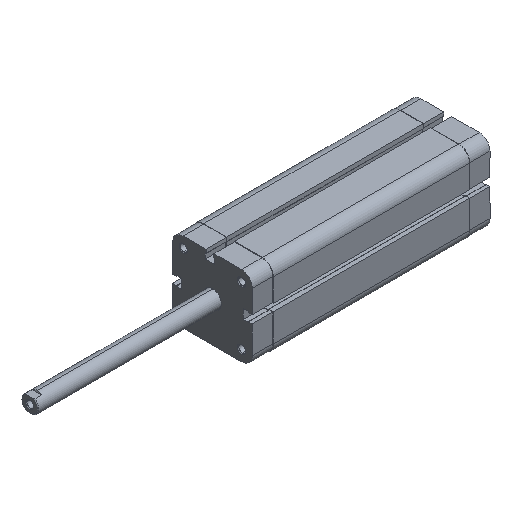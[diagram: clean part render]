
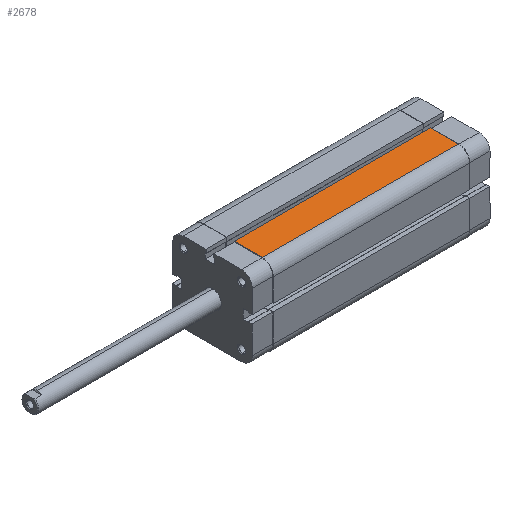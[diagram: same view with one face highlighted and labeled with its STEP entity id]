
A CAD part, isometric view. The second image highlights one B-rep face of the part: STEP entity #2678.
In plain terms, the highlighted face is planar.
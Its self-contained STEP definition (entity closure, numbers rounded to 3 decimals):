
#675 = AXIS2_PLACEMENT_3D ( 'NONE', #5559, #5564, #5565 ) ;
#979 = EDGE_LOOP ( 'NONE', ( #7009, #7008, #7007, #7006 ) ) ;
#1312 = VERTEX_POINT ( 'NONE', #4097 ) ;
#1326 = VERTEX_POINT ( 'NONE', #4111 ) ;
#1331 = VERTEX_POINT ( 'NONE', #4116 ) ;
#1369 = VERTEX_POINT ( 'NONE', #4154 ) ;
#1829 = EDGE_CURVE ( 'NONE', #1369, #1326, #3256, .T. ) ;
#1833 = EDGE_CURVE ( 'NONE', #1326, #1331, #3253, .T. ) ;
#1836 = EDGE_CURVE ( 'NONE', #1369, #1312, #3263, .T. ) ;
#1837 = EDGE_CURVE ( 'NONE', #1312, #1331, #3259, .T. ) ;
#2678 = ADVANCED_FACE ( 'NONE', ( #3832 ), #5562, .T. ) ;
#3247 = VECTOR ( 'NONE', #4664, 1000. ) ;
#3253 = LINE ( 'NONE', #4663, #3247 ) ;
#3256 = LINE ( 'NONE', #4655, #3257 ) ;
#3257 = VECTOR ( 'NONE', #4656, 1000. ) ;
#3259 = LINE ( 'NONE', #4669, #3271 ) ;
#3263 = LINE ( 'NONE', #4654, #3269 ) ;
#3269 = VECTOR ( 'NONE', #4671, 1000. ) ;
#3271 = VECTOR ( 'NONE', #4673, 1000. ) ;
#3832 = FACE_OUTER_BOUND ( 'NONE', #979, .T. ) ;
#4097 = CARTESIAN_POINT ( 'NONE',  ( 29., 21., 0. ) ) ;
#4111 = CARTESIAN_POINT ( 'NONE',  ( 29., 0.85, 141.5 ) ) ;
#4116 = CARTESIAN_POINT ( 'NONE',  ( 29., 0.85, 0. ) ) ;
#4154 = CARTESIAN_POINT ( 'NONE',  ( 29., 21., 141.5 ) ) ;
#4654 = CARTESIAN_POINT ( 'NONE',  ( 29., 21., 141.5 ) ) ;
#4655 = CARTESIAN_POINT ( 'NONE',  ( 29., -63.941, 141.5 ) ) ;
#4656 = DIRECTION ( 'NONE',  ( 0., -1., 0. ) ) ;
#4663 = CARTESIAN_POINT ( 'NONE',  ( 29., 0.85, 141.5 ) ) ;
#4664 = DIRECTION ( 'NONE',  ( 0., 0., -1. ) ) ;
#4669 = CARTESIAN_POINT ( 'NONE',  ( 29., -63.941, 0. ) ) ;
#4671 = DIRECTION ( 'NONE',  ( 0., 0., -1. ) ) ;
#4673 = DIRECTION ( 'NONE',  ( 0., -1., 0. ) ) ;
#5559 = CARTESIAN_POINT ( 'NONE',  ( 29., -63.941, 141.5 ) ) ;
#5562 = PLANE ( 'NONE',  #675 ) ;
#5564 = DIRECTION ( 'NONE',  ( 1., 0., 0. ) ) ;
#5565 = DIRECTION ( 'NONE',  ( 0., 1., 0. ) ) ;
#7006 = ORIENTED_EDGE ( 'NONE', *, *, #1833, .T. ) ;
#7007 = ORIENTED_EDGE ( 'NONE', *, *, #1829, .T. ) ;
#7008 = ORIENTED_EDGE ( 'NONE', *, *, #1836, .F. ) ;
#7009 = ORIENTED_EDGE ( 'NONE', *, *, #1837, .F. ) ;
